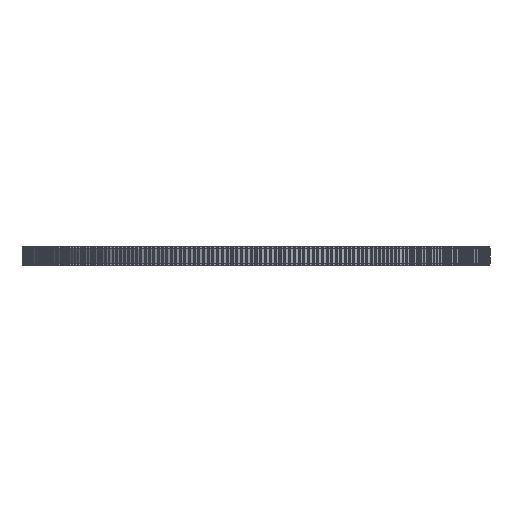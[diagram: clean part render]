
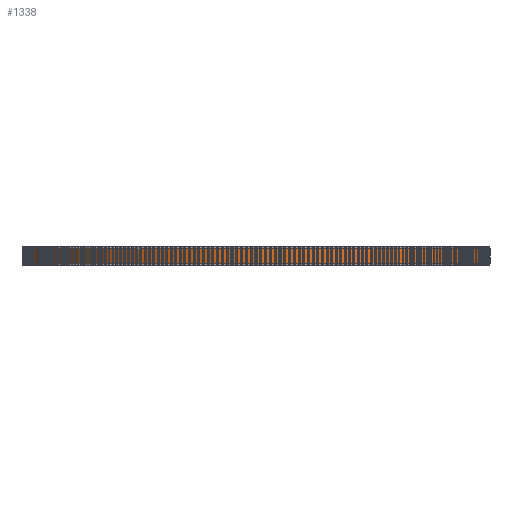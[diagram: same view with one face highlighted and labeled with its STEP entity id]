
A CAD part, front view. The second image highlights one B-rep face of the part: STEP entity #1338.
In plain terms, the highlighted cylindrical face has radius 96.766 mm (diameter 193.532 mm), a full revolution.
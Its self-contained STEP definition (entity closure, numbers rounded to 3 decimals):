
#97=FACE_BOUND('',#4992,.T.);
#98=FACE_BOUND('',#4993,.T.);
#1338=ADVANCED_FACE('',(#97,#98),#2555,.T.);
#2555=CYLINDRICAL_SURFACE('',#26895,96.766);
#4992=EDGE_LOOP('',(#14722));
#4993=EDGE_LOOP('',(#14723));
#14722=ORIENTED_EDGE('',*,*,#20806,.T.);
#14723=ORIENTED_EDGE('',*,*,#20807,.T.);
#17156=VERTEX_POINT('',#42720);
#17157=VERTEX_POINT('',#42722);
#20806=EDGE_CURVE('',#17156,#17156,#23240,.T.);
#20807=EDGE_CURVE('',#17157,#17157,#23241,.T.);
#23240=CIRCLE('',#26893,96.766);
#23241=CIRCLE('',#26894,96.766);
#26893=AXIS2_PLACEMENT_3D('',#42719,#35414,#35415);
#26894=AXIS2_PLACEMENT_3D('',#42721,#35416,#35417);
#26895=AXIS2_PLACEMENT_3D('',#42723,#35418,#35419);
#35414=DIRECTION('',(0.,0.,1.));
#35415=DIRECTION('',(1.,0.,0.));
#35416=DIRECTION('',(0.,0.,-1.));
#35417=DIRECTION('',(1.,0.,0.));
#35418=DIRECTION('',(0.,0.,1.));
#35419=DIRECTION('',(1.,0.,0.));
#42719=CARTESIAN_POINT('',(0.,0.,1.));
#42720=CARTESIAN_POINT('',(96.766,0.,1.));
#42721=CARTESIAN_POINT('',(0.,0.,7.));
#42722=CARTESIAN_POINT('',(96.766,0.,7.));
#42723=CARTESIAN_POINT('',(0.,0.,1.));
